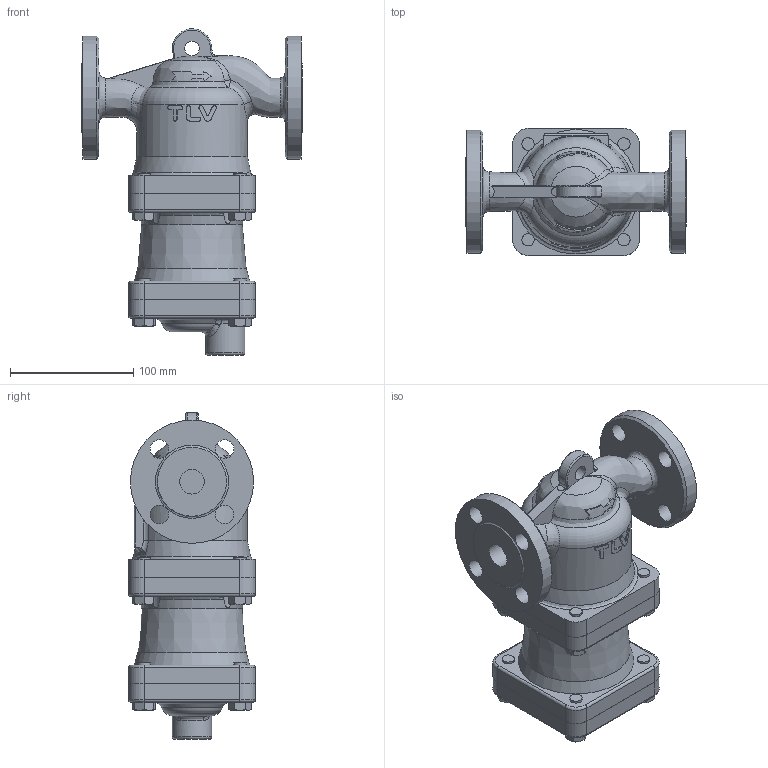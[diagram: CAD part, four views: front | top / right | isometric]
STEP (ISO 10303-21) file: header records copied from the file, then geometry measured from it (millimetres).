
FILE_DESCRIPTION((''),'2;1');
FILE_NAME('dc3s0-020-jis20-00.stp','2010-10-20T13:27:09',('nakaot'),(''),'Autodesk Inventor 2008','Autodesk Inventor 2008','');
FILE_SCHEMA(('AUTOMOTIVE_DESIGN { 1 0 10303 214 1 1 1 1 }'));
Length unit declared in the file: millimetre
Products named in the file (1): dc3s0-020-jis20-00
Bounding box: 179 x 103 x 264.96 mm (x, y, z)
Volume: 1773770.1 mm3; surface area: 175730.9 mm2
Topology: 1 solids, 1 shells, 411 faces, 1015 edges, 644 vertices
Faces by surface type: plane 146, bspline 103, cylinder 86, cone 55, torus 18, sphere 3
Full cylindrical faces by diameter (mm): 10 x16, 12 x1, 15 x4, 20 x1, 32 x1, 60 x1, 90 x2, 100 x1
Entity records: 25172 total; most frequent: CARTESIAN_POINT 16538, ORIENTED_EDGE 1868, DIRECTION 1568, EDGE_CURVE 934, AXIS2_PLACEMENT_3D 645, VERTEX_POINT 615, EDGE_LOOP 537, FACE_OUTER_BOUND 411
